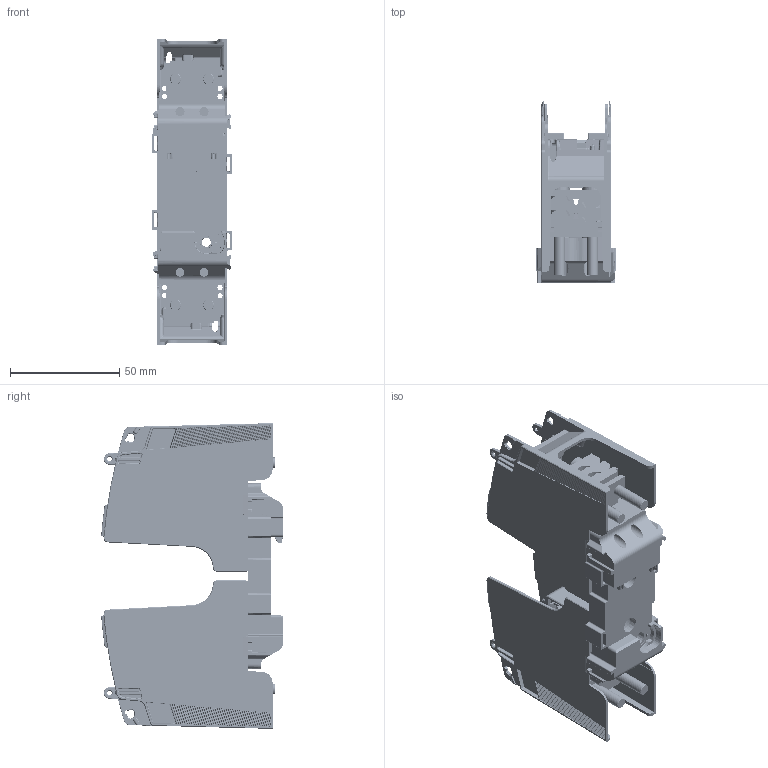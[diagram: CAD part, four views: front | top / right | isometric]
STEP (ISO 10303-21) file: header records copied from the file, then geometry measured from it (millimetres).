
FILE_DESCRIPTION((''),'2;1');
FILE_NAME('004121300_PT00_M8-M8_1P_ASM','2023-10-24T14:03:06',('klemen.sitar'),('Audax d.o.o.'),'CREO PARAMETRIC BY PTC INC, 2021304','CREO PARAMETRIC BY PTC INC, 2021304','');
FILE_SCHEMA(('AP242_MANAGED_MODEL_BASED_3D_ENGINEERING_MIM_LF { 1 0 10303 442 1 1 4 }'));
Products named in the file (20): BASE_V2_1_1_2_1_1; ETI_LOGO_9_9X5_78MM; 0000046567_1_1_2_3_1_1_1; 0000046566_1_1_2_3_1_1_1; 0000046594_1_1_1_1_1; 0000046581_1_1_2_3_1_1_1; 0000046592_1_1_1_1_1; 0000046567_1_1_2_3_1; 0000046566_1_1_2_3_1; 0000046594_1_1_1; 0000046581_1_1_2_3_1; 0000046592_1_1_1; 0000046519_1_1_2_3_4_1_1; 0000046559_1_1_2_3_4_5_6_1_1; 0000031008_AF0_1_1_2_3_4_5_6_1; 0000031008_AF1_1_1_2_3_4_5_6__1; ASM0028_ASM_1_1_ASM; 004121307_PT00_2P00-2P00_1P_ASM; PRT0002; 004121300_PT00_M8-M8_1P_ASM
Assembly tree (30 placements, depth 4):
  004121300_PT00_M8-M8_1P_ASM
    BASE_V2_1_1_2_1_1
    ETI_LOGO_9_9X5_78MM
    004121307_PT00_2P00-2P00_1P_ASM
      ASM0028_ASM_1_1_ASM
        0000046567_1_1_2_3_1_1_1  x2
        0000046566_1_1_2_3_1_1_1
        0000046594_1_1_1_1_1
        0000046581_1_1_2_3_1_1_1  x2
        0000046592_1_1_1_1_1  x2
        0000046567_1_1_2_3_1  x2
        0000046566_1_1_2_3_1
        0000046594_1_1_1
        0000046581_1_1_2_3_1  x2
        0000046592_1_1_1  x2
        0000046519_1_1_2_3_4_1_1  x2
        0000046559_1_1_2_3_4_5_6_1_1  x4
        0000031008_AF0_1_1_2_3_4_5_6_1
        0000031008_AF1_1_1_2_3_4_5_6__1
    PRT0002  x2
Bounding box: 37 x 83.14 x 139.97 mm (x, y, z)
Volume: 53529.7 mm3; surface area: 90157.2 mm2
Topology: 28 solids, 61 shells, 5893 faces, 15332 edges, 9372 vertices
Faces by surface type: cylinder 2071, plane 1992, bspline 924, torus 465, cone 290, sphere 124, extrusion 26, revolution 1
Entity records: 189312 total; most frequent: CARTESIAN_POINT 61501, ORIENTED_EDGE 18850, DIRECTION 15404, PRESENTATION_STYLE_ASSIGNMENT 11251, STYLED_ITEM 11251, CURVE_STYLE 9449, EDGE_CURVE 9444, VERTEX_POINT 5822
